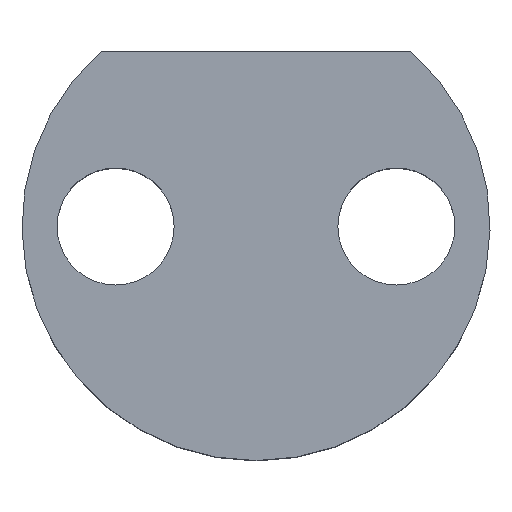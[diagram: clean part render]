
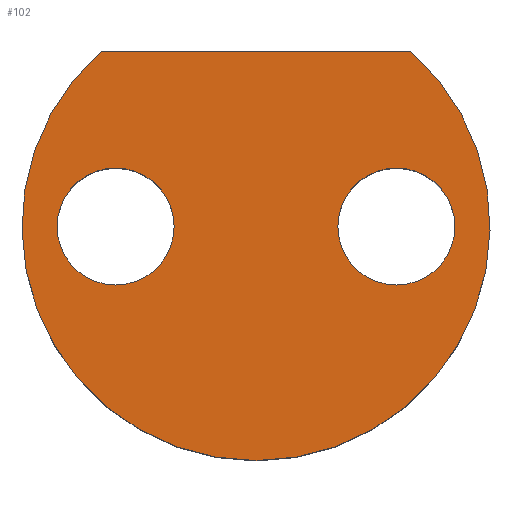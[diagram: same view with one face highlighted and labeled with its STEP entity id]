
A CAD part, top view. The second image highlights one B-rep face of the part: STEP entity #102.
In plain terms, the highlighted planar face has unit normal (0, 0, 1).
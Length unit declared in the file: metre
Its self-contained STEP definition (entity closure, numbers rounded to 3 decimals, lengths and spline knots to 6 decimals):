
#23=LINE('',#170,#27);
#27=VECTOR('',#141,1.);
#31=ORIENTED_EDGE('',*,*,#51,.F.);
#32=ORIENTED_EDGE('',*,*,#52,.T.);
#33=ORIENTED_EDGE('',*,*,#53,.T.);
#34=ORIENTED_EDGE('',*,*,#54,.F.);
#51=EDGE_CURVE('',#61,#61,#69,.T.);
#52=EDGE_CURVE('',#62,#63,#70,.T.);
#53=EDGE_CURVE('',#63,#62,#23,.T.);
#54=EDGE_CURVE('',#64,#64,#71,.T.);
#61=VERTEX_POINT('',#166);
#62=VERTEX_POINT('',#168);
#63=VERTEX_POINT('',#169);
#64=VERTEX_POINT('',#172);
#69=CIRCLE('',#122,0.001);
#70=CIRCLE('',#123,0.004);
#71=CIRCLE('',#124,0.001);
#75=EDGE_LOOP('',(#31));
#76=EDGE_LOOP('',(#32,#33));
#77=EDGE_LOOP('',(#34));
#87=FACE_BOUND('',#75,.T.);
#88=FACE_BOUND('',#76,.T.);
#89=FACE_BOUND('',#77,.T.);
#99=PLANE('',#121);
#102=ADVANCED_FACE('',(#87,#88,#89),#99,.T.);
#121=AXIS2_PLACEMENT_3D('',#164,#135,#136);
#122=AXIS2_PLACEMENT_3D('',#165,#137,#138);
#123=AXIS2_PLACEMENT_3D('',#167,#139,#140);
#124=AXIS2_PLACEMENT_3D('',#171,#142,#143);
#135=DIRECTION('',(0.,0.,1.));
#136=DIRECTION('',(1.,0.,0.));
#137=DIRECTION('',(0.,0.,1.));
#138=DIRECTION('',(1.,0.,0.));
#139=DIRECTION('',(0.,0.,1.));
#140=DIRECTION('',(1.,0.,0.));
#141=DIRECTION('',(-1.,0.,0.));
#142=DIRECTION('',(0.,0.,1.));
#143=DIRECTION('',(1.,0.,0.));
#164=CARTESIAN_POINT('',(0.,0.,0.004));
#165=CARTESIAN_POINT('',(-0.0024,0.,0.004));
#166=CARTESIAN_POINT('',(-0.0014,0.,0.004));
#167=CARTESIAN_POINT('',(0.,0.,0.004));
#168=CARTESIAN_POINT('',(-0.002646,0.003,0.004));
#169=CARTESIAN_POINT('',(0.002646,0.003,0.004));
#170=CARTESIAN_POINT('',(-0.002646,0.003,0.004));
#171=CARTESIAN_POINT('',(0.0024,0.,0.004));
#172=CARTESIAN_POINT('',(0.0034,0.,0.004));
